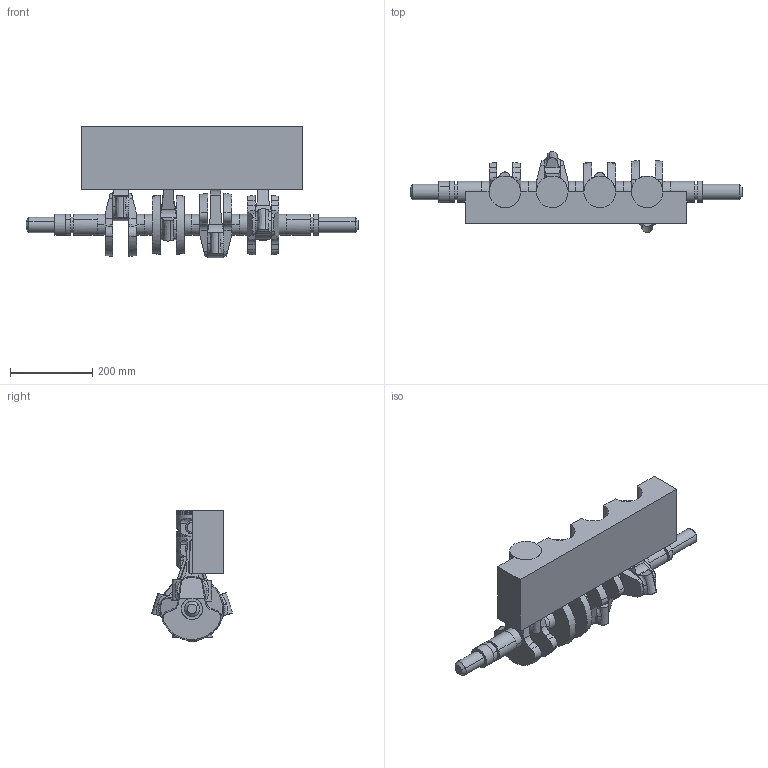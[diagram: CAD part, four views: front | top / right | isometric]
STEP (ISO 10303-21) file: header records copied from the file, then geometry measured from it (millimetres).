
FILE_DESCRIPTION(('FreeCAD Model'),'2;1');
FILE_NAME('Open CASCADE Shape Model','2025-04-25T14:25:55',('FreeCAD'),( 'FreeCAD'),'Open CASCADE STEP processor 7.6','FreeCAD','Unknown');
FILE_SCHEMA(('AUTOMOTIVE_DESIGN { 1 0 10303 214 1 1 1 1 }'));
Length unit declared in the file: millimetre
Products named in the file (1): Open CASCADE STEP translator 7.6 1
Bounding box: 805.17 x 196.05 x 319.51 mm (x, y, z)
Volume: 9487730.4 mm3; surface area: 951696.4 mm2
Topology: 17 solids, 17 shells, 598 faces, 1600 edges, 1056 vertices
Faces by surface type: bspline 598
Entity records: 23590 total; most frequent: CARTESIAN_POINT 14689, ORIENTED_EDGE 3184, EDGE_CURVE 1592, VERTEX_POINT 1052, B_SPLINE_CURVE_WITH_KNOTS 884, FACE_BOUND 664, EDGE_LOOP 664, ADVANCED_FACE 596
